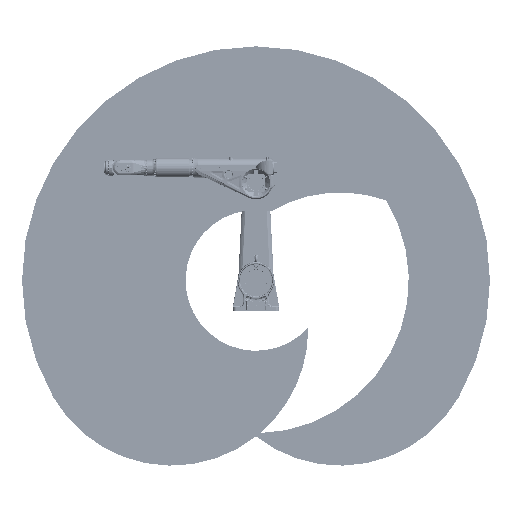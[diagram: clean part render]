
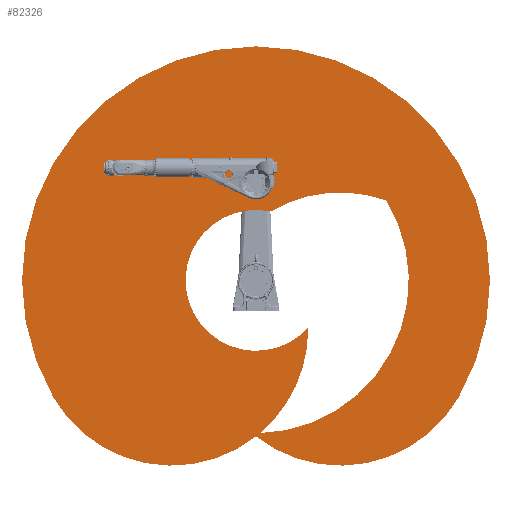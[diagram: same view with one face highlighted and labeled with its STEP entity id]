
A CAD part, left-side view. The second image highlights one B-rep face of the part: STEP entity #82326.
In plain terms, the highlighted face is planar.
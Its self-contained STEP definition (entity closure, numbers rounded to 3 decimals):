
#13488=FACE_BOUND('',#25490,.T.);
#19011=FACE_OUTER_BOUND('',#25489,.T.);
#25489=EDGE_LOOP('',(#70728,#70729,#70730));
#25490=EDGE_LOOP('',(#70731,#70732,#70733,#70734));
#30492=CIRCLE('',#91816,1254.947);
#30494=CIRCLE('',#91819,1121.985);
#30496=CIRCLE('',#91822,578.632);
#30498=CIRCLE('',#91825,1121.985);
#30500=CIRCLE('',#91828,1921.985);
#30501=CIRCLE('',#91829,1121.985);
#30502=CIRCLE('',#91830,1121.985);
#37738=VERTEX_POINT('',#248515);
#37739=VERTEX_POINT('',#248517);
#37741=VERTEX_POINT('',#248523);
#37743=VERTEX_POINT('',#248529);
#37745=VERTEX_POINT('',#248538);
#37746=VERTEX_POINT('',#248539);
#37747=VERTEX_POINT('',#248541);
#48692=EDGE_CURVE('',#37739,#37738,#30492,.T.);
#48695=EDGE_CURVE('',#37741,#37739,#30494,.T.);
#48698=EDGE_CURVE('',#37743,#37741,#30496,.T.);
#48701=EDGE_CURVE('',#37738,#37743,#30498,.T.);
#48703=EDGE_CURVE('',#37745,#37746,#30500,.T.);
#48704=EDGE_CURVE('',#37746,#37747,#30501,.T.);
#48705=EDGE_CURVE('',#37747,#37745,#30502,.T.);
#70728=ORIENTED_EDGE('',*,*,#48703,.T.);
#70729=ORIENTED_EDGE('',*,*,#48704,.T.);
#70730=ORIENTED_EDGE('',*,*,#48705,.T.);
#70731=ORIENTED_EDGE('',*,*,#48692,.T.);
#70732=ORIENTED_EDGE('',*,*,#48701,.T.);
#70733=ORIENTED_EDGE('',*,*,#48698,.T.);
#70734=ORIENTED_EDGE('',*,*,#48695,.T.);
#72475=PLANE('',#91827);
#82326=ADVANCED_FACE('',(#19011,#13488),#72475,.F.);
#91816=AXIS2_PLACEMENT_3D('',#248518,#113503,#113504);
#91819=AXIS2_PLACEMENT_3D('',#248524,#113510,#113511);
#91822=AXIS2_PLACEMENT_3D('',#248530,#113517,#113518);
#91825=AXIS2_PLACEMENT_3D('',#248535,#113524,#113525);
#91827=AXIS2_PLACEMENT_3D('',#248537,#113528,#113529);
#91828=AXIS2_PLACEMENT_3D('',#248540,#113530,#113531);
#91829=AXIS2_PLACEMENT_3D('',#248542,#113532,#113533);
#91830=AXIS2_PLACEMENT_3D('',#248543,#113534,#113535);
#113503=DIRECTION('center_axis',(0.,0.,1.));
#113504=DIRECTION('ref_axis',(-0.523,-0.852,0.));
#113510=DIRECTION('center_axis',(0.,0.,1.));
#113511=DIRECTION('ref_axis',(-0.861,0.509,0.));
#113517=DIRECTION('center_axis',(0.,0.,1.));
#113518=DIRECTION('ref_axis',(0.671,-0.742,0.));
#113524=DIRECTION('center_axis',(0.,0.,-1.));
#113525=DIRECTION('ref_axis',(0.011,1.,0.));
#113528=DIRECTION('center_axis',(0.,0.,1.));
#113529=DIRECTION('ref_axis',(1.,0.,0.));
#113530=DIRECTION('center_axis',(0.,0.,-1.));
#113531=DIRECTION('ref_axis',(-0.5,-0.866,0.));
#113532=DIRECTION('center_axis',(0.,0.,-1.));
#113533=DIRECTION('ref_axis',(-0.171,0.985,0.));
#113534=DIRECTION('center_axis',(0.,0.,-1.));
#113535=DIRECTION('ref_axis',(-0.5,0.866,0.));
#248515=CARTESIAN_POINT('',(-1254.478,34.309,-0.5));
#248517=CARTESIAN_POINT('',(656.952,1069.255,-0.5));
#248518=CARTESIAN_POINT('Origin',(0.,0.,-0.5));
#248523=CARTESIAN_POINT('',(565.705,121.626,-0.5));
#248524=CARTESIAN_POINT('Origin',(-400.,692.82,-0.5));
#248529=CARTESIAN_POINT('',(-388.184,429.102,-0.5));
#248530=CARTESIAN_POINT('Origin',(0.,0.,-0.5));
#248535=CARTESIAN_POINT('Origin',(-400.,-692.82,-0.5));
#248537=CARTESIAN_POINT('Origin',(94.655,0.,
-0.5));
#248538=CARTESIAN_POINT('',(-960.992,1664.488,-0.5));
#248539=CARTESIAN_POINT('',(-960.992,-1664.488,-0.5));
#248540=CARTESIAN_POINT('Origin',(0.,0.,-0.5));
#248541=CARTESIAN_POINT('',(-1282.525,0.,-0.5));
#248542=CARTESIAN_POINT('Origin',(-400.,-692.82,-0.5));
#248543=CARTESIAN_POINT('Origin',(-400.,692.82,-0.5));
